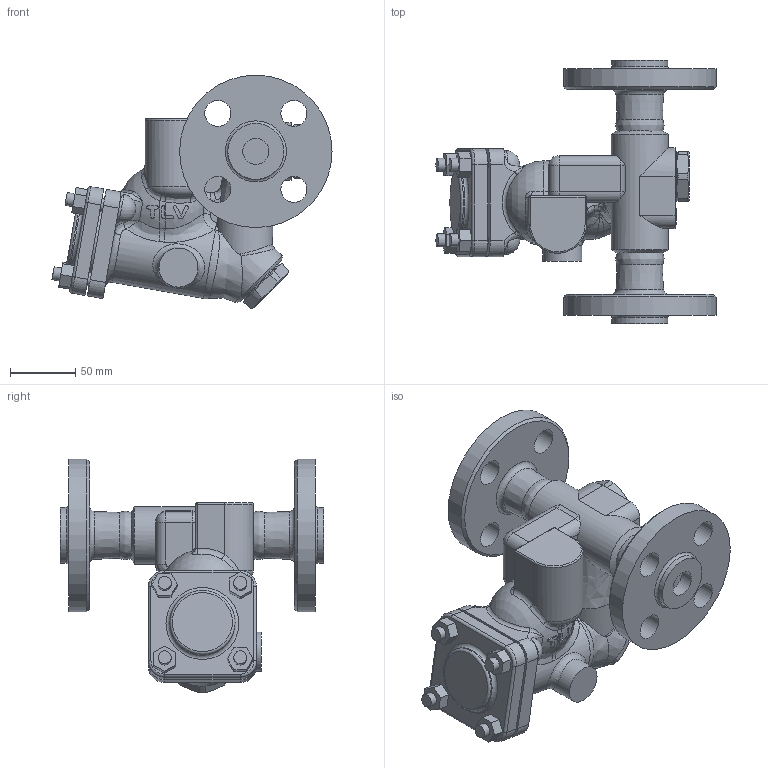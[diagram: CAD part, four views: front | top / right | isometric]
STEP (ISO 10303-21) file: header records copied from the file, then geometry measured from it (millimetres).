
FILE_DESCRIPTION(/* description */ (''),/* implementation_level */ '2;1');
FILE_NAME(/* name */ 'sh3nl-020-a0600-00.stp',/* time_stamp */ '2016-06-27T10:16:45+09:00',/* author */ ('nakaot'),/* organization */ (''),/* preprocessor_version */ 'ST-DEVELOPER v15.6',/* originating_system */ 'Autodesk Inventor 2015',/* authorisation */ '');
FILE_SCHEMA (('CONFIG_CONTROL_DESIGN'));
Length unit declared in the file: millimetre
Products named in the file (1): sh3nl-020-a0600-00
Bounding box: 214.96 x 202 x 179.32 mm (x, y, z)
Volume: 1400804.3 mm3; surface area: 162791.7 mm2
Topology: 1 solids, 3 shells, 324 faces, 816 edges, 520 vertices
Faces by surface type: plane 124, cylinder 100, bspline 46, torus 27, cone 14, sphere 13
Full cylindrical faces by diameter (mm): 10 x8, 12 x4, 20 x10, 23.43 x2, 23.468 x2, 30 x1, 38 x2, 42.9 x2, 44 x1, 50 x1, 53.192 x1, 117 x2
Entity records: 11856 total; most frequent: CARTESIAN_POINT 4764, ORIENTED_EDGE 1452, DIRECTION 1368, EDGE_CURVE 726, AXIS2_PLACEMENT_3D 560, VERTEX_POINT 494, EDGE_LOOP 434, FACE_OUTER_BOUND 324
